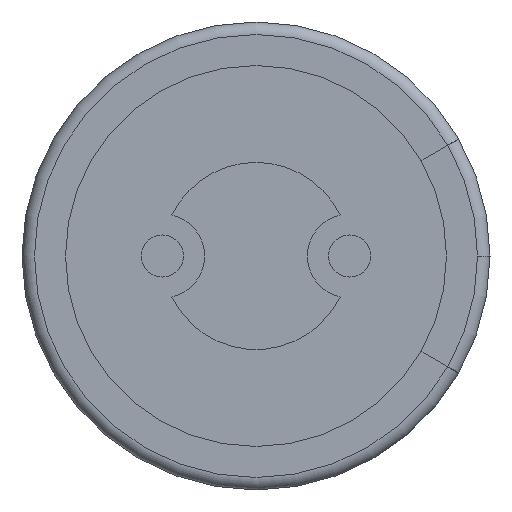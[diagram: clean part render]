
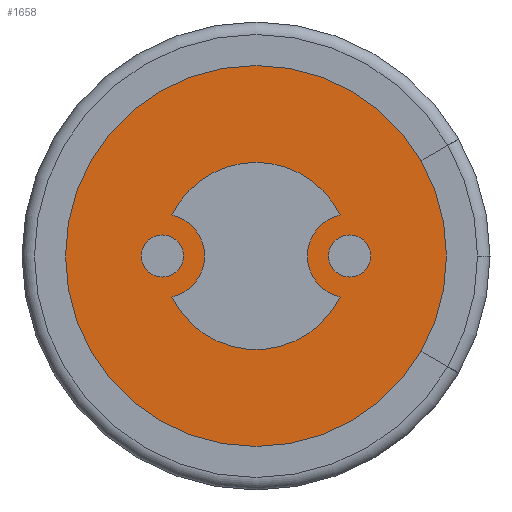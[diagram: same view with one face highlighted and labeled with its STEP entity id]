
A CAD part, front view. The second image highlights one B-rep face of the part: STEP entity #1658.
In plain terms, the highlighted planar face has unit normal (0, -1, 0).
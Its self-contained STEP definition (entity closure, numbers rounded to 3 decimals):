
#11 = CARTESIAN_POINT ( 'NONE',  ( 0., 0.95, 0. ) ) ;
#126 = DIRECTION ( 'NONE',  ( 0., 1., 0. ) ) ;
#135 = EDGE_CURVE ( 'NONE', #1870, #2197, #1441, .T. ) ;
#142 = CARTESIAN_POINT ( 'NONE',  ( -1., 0.95, 0. ) ) ;
#191 = DIRECTION ( 'NONE',  ( 1., 0., 0. ) ) ;
#260 = DIRECTION ( 'NONE',  ( -1., 0., 0. ) ) ;
#280 = CIRCLE ( 'NONE', #1565, 2.035 ) ;
#316 = EDGE_LOOP ( 'NONE', ( #1024, #1062, #529, #353, #1504 ) ) ;
#344 = CARTESIAN_POINT ( 'NONE',  ( 1.762, 0.95, 1.017 ) ) ;
#348 = CIRCLE ( 'NONE', #1536, 0.45 ) ;
#353 = ORIENTED_EDGE ( 'NONE', *, *, #798, .T. ) ;
#404 = VERTEX_POINT ( 'NONE', #1716 ) ;
#409 = CARTESIAN_POINT ( 'NONE',  ( 0., 0.95, 0. ) ) ;
#421 = DIRECTION ( 'NONE',  ( -1., 0., 0. ) ) ;
#462 = CIRCLE ( 'NONE', #1864, 0.45 ) ;
#478 = PLANE ( 'NONE',  #586 ) ;
#511 = AXIS2_PLACEMENT_3D ( 'NONE', #409, #1865, #936 ) ;
#529 = ORIENTED_EDGE ( 'NONE', *, *, #2044, .F. ) ;
#580 = DIRECTION ( 'NONE',  ( -1., 0., 0. ) ) ;
#586 = AXIS2_PLACEMENT_3D ( 'NONE', #660, #126, #1567 ) ;
#620 = FACE_OUTER_BOUND ( 'NONE', #1596, .T. ) ;
#633 = CARTESIAN_POINT ( 'NONE',  ( 2.035, 0.95, 0. ) ) ;
#660 = CARTESIAN_POINT ( 'NONE',  ( 0., 0.95, 0. ) ) ;
#665 = DIRECTION ( 'NONE',  ( 0., -1., 0. ) ) ;
#770 = EDGE_CURVE ( 'NONE', #997, #2147, #773, .T. ) ;
#773 = CIRCLE ( 'NONE', #2162, 1. ) ;
#791 = ORIENTED_EDGE ( 'NONE', *, *, #1450, .T. ) ;
#798 = EDGE_CURVE ( 'NONE', #404, #2147, #462, .T. ) ;
#838 = FACE_BOUND ( 'NONE', #316, .T. ) ;
#854 = CARTESIAN_POINT ( 'NONE',  ( 1.762, 0.95, -1.017 ) ) ;
#936 = DIRECTION ( 'NONE',  ( 1., 0., 0. ) ) ;
#938 = DIRECTION ( 'NONE',  ( -1., 0., 0. ) ) ;
#940 = DIRECTION ( 'NONE',  ( 0., -1., 0. ) ) ;
#950 = EDGE_CURVE ( 'NONE', #1068, #1385, #1097, .T. ) ;
#956 = CARTESIAN_POINT ( 'NONE',  ( -0.899, 0.95, 0.438 ) ) ;
#981 = VERTEX_POINT ( 'NONE', #633 ) ;
#997 = VERTEX_POINT ( 'NONE', #2284 ) ;
#1024 = ORIENTED_EDGE ( 'NONE', *, *, #1163, .F. ) ;
#1031 = AXIS2_PLACEMENT_3D ( 'NONE', #1697, #1507, #260 ) ;
#1062 = ORIENTED_EDGE ( 'NONE', *, *, #950, .F. ) ;
#1068 = VERTEX_POINT ( 'NONE', #1735 ) ;
#1097 = CIRCLE ( 'NONE', #1031, 1. ) ;
#1118 = DIRECTION ( 'NONE',  ( 0., -1., 0. ) ) ;
#1139 = CARTESIAN_POINT ( 'NONE',  ( 0.899, 0.95, -0.438 ) ) ;
#1163 = EDGE_CURVE ( 'NONE', #1385, #997, #348, .T. ) ;
#1269 = CARTESIAN_POINT ( 'NONE',  ( 0., 0.95, 0. ) ) ;
#1385 = VERTEX_POINT ( 'NONE', #956 ) ;
#1392 = DIRECTION ( 'NONE',  ( 0., 1., 0. ) ) ;
#1423 = DIRECTION ( 'NONE',  ( -1., 0., 0. ) ) ;
#1441 = CIRCLE ( 'NONE', #2318, 2.035 ) ;
#1450 = EDGE_CURVE ( 'NONE', #981, #1870, #2167, .T. ) ;
#1504 = ORIENTED_EDGE ( 'NONE', *, *, #770, .F. ) ;
#1507 = DIRECTION ( 'NONE',  ( 0., -1., 0. ) ) ;
#1514 = CARTESIAN_POINT ( 'NONE',  ( 0., 0.95, 0. ) ) ;
#1536 = AXIS2_PLACEMENT_3D ( 'NONE', #142, #1392, #1423 ) ;
#1565 = AXIS2_PLACEMENT_3D ( 'NONE', #11, #1829, #191 ) ;
#1567 = DIRECTION ( 'NONE',  ( -1., 0., 0. ) ) ;
#1583 = DIRECTION ( 'NONE',  ( 1., 0., 0. ) ) ;
#1596 = EDGE_LOOP ( 'NONE', ( #2329, #1669, #791 ) ) ;
#1658 = ADVANCED_FACE ( 'NONE', ( #838, #620 ), #478, .F. ) ;
#1669 = ORIENTED_EDGE ( 'NONE', *, *, #1972, .T. ) ;
#1697 = CARTESIAN_POINT ( 'NONE',  ( 0., 0.95, 0. ) ) ;
#1716 = CARTESIAN_POINT ( 'NONE',  ( 0.899, 0.95, 0.438 ) ) ;
#1735 = CARTESIAN_POINT ( 'NONE',  ( 0., 0.95, 1. ) ) ;
#1754 = CARTESIAN_POINT ( 'NONE',  ( 0., 0.95, 0. ) ) ;
#1792 = AXIS2_PLACEMENT_3D ( 'NONE', #1514, #940, #421 ) ;
#1815 = CIRCLE ( 'NONE', #1792, 1. ) ;
#1829 = DIRECTION ( 'NONE',  ( 0., -1., 0. ) ) ;
#1864 = AXIS2_PLACEMENT_3D ( 'NONE', #2173, #1118, #938 ) ;
#1865 = DIRECTION ( 'NONE',  ( 0., -1., 0. ) ) ;
#1870 = VERTEX_POINT ( 'NONE', #344 ) ;
#1972 = EDGE_CURVE ( 'NONE', #2197, #981, #280, .T. ) ;
#2019 = DIRECTION ( 'NONE',  ( 0., -1., 0. ) ) ;
#2044 = EDGE_CURVE ( 'NONE', #404, #1068, #1815, .T. ) ;
#2147 = VERTEX_POINT ( 'NONE', #1139 ) ;
#2162 = AXIS2_PLACEMENT_3D ( 'NONE', #1269, #2019, #580 ) ;
#2167 = CIRCLE ( 'NONE', #511, 2.035 ) ;
#2173 = CARTESIAN_POINT ( 'NONE',  ( 1., 0.95, 0. ) ) ;
#2197 = VERTEX_POINT ( 'NONE', #854 ) ;
#2284 = CARTESIAN_POINT ( 'NONE',  ( -0.899, 0.95, -0.438 ) ) ;
#2318 = AXIS2_PLACEMENT_3D ( 'NONE', #1754, #665, #1583 ) ;
#2329 = ORIENTED_EDGE ( 'NONE', *, *, #135, .T. ) ;
